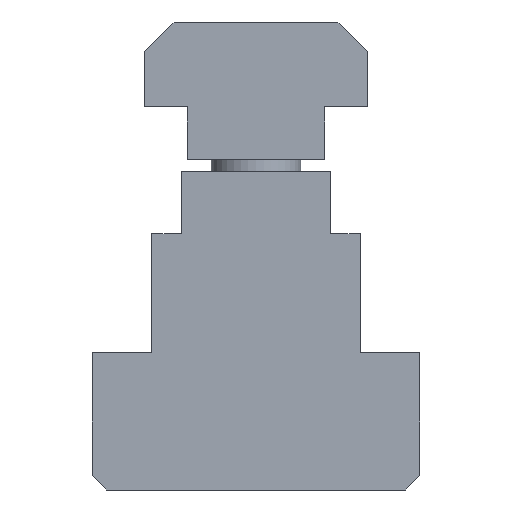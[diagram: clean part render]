
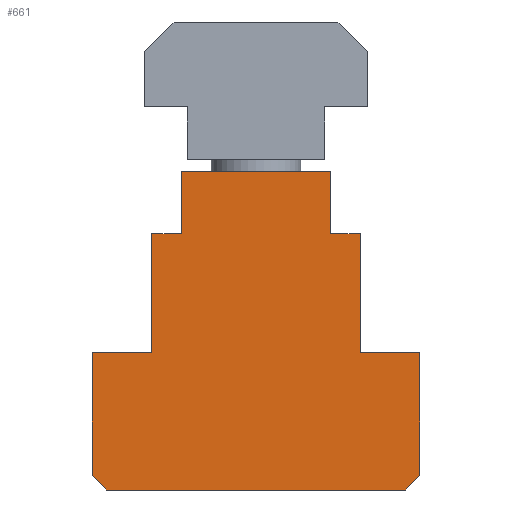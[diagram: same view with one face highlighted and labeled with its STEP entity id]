
A CAD part, front view. The second image highlights one B-rep face of the part: STEP entity #661.
In plain terms, the highlighted planar face has unit normal (0, -1, 0).
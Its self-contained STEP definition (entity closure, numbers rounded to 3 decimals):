
#259=VERTEX_POINT('',#737);
#263=VERTEX_POINT('',#741);
#329=VERTEX_POINT('',#815);
#347=EDGE_CURVE('',#537,#259,#835,.T.);
#349=VERTEX_POINT('',#837);
#361=VERTEX_POINT('',#852);
#371=EDGE_CURVE('',#675,#263,#864,.T.);
#385=VERTEX_POINT('',#879);
#393=EDGE_CURVE('',#349,#525,#887,.T.);
#453=EDGE_CURVE('',#259,#703,#955,.T.);
#459=EDGE_CURVE('',#525,#385,#961,.T.);
#465=EDGE_CURVE('',#579,#537,#967,.T.);
#477=EDGE_CURVE('',#263,#639,#979,.T.);
#493=EDGE_CURVE('',#361,#667,#999,.T.);
#513=EDGE_CURVE('',#653,#329,#1021,.T.);
#525=VERTEX_POINT('',#1034);
#533=EDGE_CURVE('',#667,#653,#1042,.T.);
#537=VERTEX_POINT('',#1046);
#547=EDGE_CURVE('',#329,#675,#1057,.T.);
#579=VERTEX_POINT('',#1093);
#639=VERTEX_POINT('',#1159);
#653=VERTEX_POINT('',#1174);
#661=ADVANCED_FACE('',(#1184),#1185,.T.);
#667=VERTEX_POINT('',#1191);
#673=EDGE_CURVE('',#385,#361,#1197,.T.);
#675=VERTEX_POINT('',#1199);
#683=EDGE_CURVE('',#703,#349,#1207,.T.);
#695=EDGE_CURVE('',#639,#579,#1220,.T.);
#703=VERTEX_POINT('',#1228);
#737=CARTESIAN_POINT('',(-7.0,-12.0,0.0));
#741=CARTESIAN_POINT('',(10.0,-12.0,-9.2));
#815=CARTESIAN_POINT('',(11.0,-12.0,0.0));
#835=LINE('',#1404,#1405);
#837=CARTESIAN_POINT('',(-5.0,-12.0,8.0));
#852=CARTESIAN_POINT('',(5.0,-12.0,8.0));
#864=LINE('',#1447,#1448);
#879=CARTESIAN_POINT('',(5.0,-12.0,12.2));
#887=LINE('',#1484,#1485);
#955=LINE('',#1572,#1573);
#961=LINE('',#1582,#1583);
#967=LINE('',#1592,#1593);
#979=LINE('',#1612,#1613);
#999=LINE('',#1636,#1637);
#1021=LINE('',#1678,#1679);
#1034=CARTESIAN_POINT('',(-5.0,-12.0,12.2));
#1042=LINE('',#1717,#1718);
#1046=CARTESIAN_POINT('',(-11.0,-12.0,0.0));
#1057=LINE('',#1746,#1747);
#1093=CARTESIAN_POINT('',(-11.0,-12.0,-8.2));
#1159=CARTESIAN_POINT('',(-10.0,-12.0,-9.2));
#1174=CARTESIAN_POINT('',(7.0,-12.0,0.0));
#1184=FACE_OUTER_BOUND('',#1918,.T.);
#1185=PLANE('',#1919);
#1191=CARTESIAN_POINT('',(7.0,-12.0,8.0));
#1197=LINE('',#1938,#1939);
#1199=CARTESIAN_POINT('',(11.0,-12.0,-8.2));
#1207=LINE('',#1962,#1963);
#1220=LINE('',#1985,#1986);
#1228=CARTESIAN_POINT('',(-7.0,-12.0,8.0));
#1404=CARTESIAN_POINT('',(-7.0,-12.0,0.0));
#1405=VECTOR('',#2132,1.0);
#1447=CARTESIAN_POINT('',(10.0,-12.0,-9.2));
#1448=VECTOR('',#2175,1.0);
#1484=CARTESIAN_POINT('',(-5.0,-12.0,12.2));
#1485=VECTOR('',#2195,1.0);
#1572=CARTESIAN_POINT('',(-7.0,-12.0,8.0));
#1573=VECTOR('',#2280,1.0);
#1582=CARTESIAN_POINT('',(5.0,-12.0,12.2));
#1583=VECTOR('',#2282,1.0);
#1592=CARTESIAN_POINT('',(-11.0,-12.0,0.0));
#1593=VECTOR('',#2284,1.0);
#1612=CARTESIAN_POINT('',(-10.0,-12.0,-9.2));
#1613=VECTOR('',#2288,1.0);
#1636=CARTESIAN_POINT('',(7.0,-12.0,8.0));
#1637=VECTOR('',#2322,1.0);
#1678=CARTESIAN_POINT('',(11.0,-12.0,0.0));
#1679=VECTOR('',#2343,1.0);
#1717=CARTESIAN_POINT('',(7.0,-12.0,0.0));
#1718=VECTOR('',#2355,1.0);
#1746=CARTESIAN_POINT('',(11.0,-12.0,-8.2));
#1747=VECTOR('',#2365,1.0);
#1918=EDGE_LOOP('',(#2492,#2493,#2494,#2495,#2496,#2497,#2498,#2499,#2500,#2501,#2502,#2503,#2504,#2505));
#1919=AXIS2_PLACEMENT_3D('',#2506,#2507,#2508);
#1938=CARTESIAN_POINT('',(5.0,-12.0,8.0));
#1939=VECTOR('',#2512,1.0);
#1962=CARTESIAN_POINT('',(-5.0,-12.0,8.0));
#1963=VECTOR('',#2514,1.0);
#1985=CARTESIAN_POINT('',(-11.0,-12.0,-8.2));
#1986=VECTOR('',#2527,1.0);
#2132=DIRECTION('',(1.0,0.0,0.0));
#2175=DIRECTION('',(-0.707,0.,-0.707));
#2195=DIRECTION('',(0.0,0.,1.0));
#2280=DIRECTION('',(0.0,0.,1.0));
#2282=DIRECTION('',(1.0,0.0,0.0));
#2284=DIRECTION('',(0.0,0.,1.0));
#2288=DIRECTION('',(-1.0,0.0,0.0));
#2322=DIRECTION('',(1.0,0.0,0.0));
#2343=DIRECTION('',(1.0,0.0,0.0));
#2355=DIRECTION('',(0.0,0.,-1.0));
#2365=DIRECTION('',(0.0,0.,-1.0));
#2492=ORIENTED_EDGE('',*,*,#371,.F.);
#2493=ORIENTED_EDGE('',*,*,#547,.F.);
#2494=ORIENTED_EDGE('',*,*,#513,.F.);
#2495=ORIENTED_EDGE('',*,*,#533,.F.);
#2496=ORIENTED_EDGE('',*,*,#493,.F.);
#2497=ORIENTED_EDGE('',*,*,#673,.F.);
#2498=ORIENTED_EDGE('',*,*,#459,.F.);
#2499=ORIENTED_EDGE('',*,*,#393,.F.);
#2500=ORIENTED_EDGE('',*,*,#683,.F.);
#2501=ORIENTED_EDGE('',*,*,#453,.F.);
#2502=ORIENTED_EDGE('',*,*,#347,.F.);
#2503=ORIENTED_EDGE('',*,*,#465,.F.);
#2504=ORIENTED_EDGE('',*,*,#695,.F.);
#2505=ORIENTED_EDGE('',*,*,#477,.F.);
#2506=CARTESIAN_POINT('',(0.,-12.0,0.315));
#2507=DIRECTION('',(0.0,-1.0,0.));
#2508=DIRECTION('',(1.0,0.0,0.0));
#2512=DIRECTION('',(0.0,0.,-1.0));
#2514=DIRECTION('',(1.0,0.0,0.0));
#2527=DIRECTION('',(-0.707,0.,0.707));
